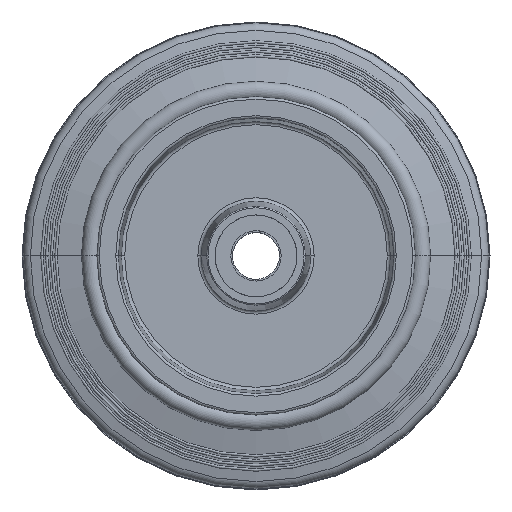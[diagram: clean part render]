
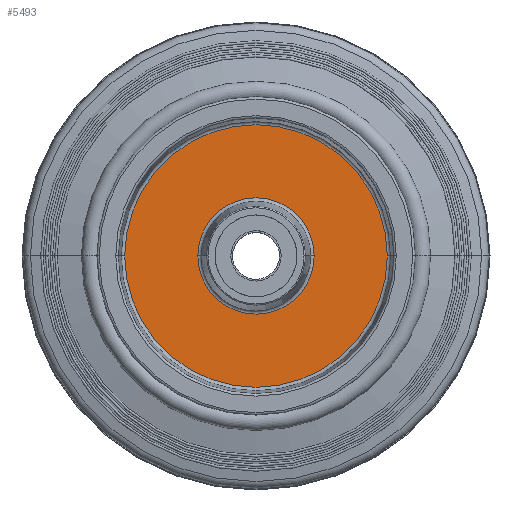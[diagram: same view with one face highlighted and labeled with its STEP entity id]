
A CAD part, top view. The second image highlights one B-rep face of the part: STEP entity #5493.
In plain terms, the highlighted planar face has unit normal (0, 0, 1).
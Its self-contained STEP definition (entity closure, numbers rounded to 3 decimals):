
#64 = EDGE_CURVE ( 'NONE', #1263, #1169, #4429, .T. ) ;
#658 = DIRECTION ( 'NONE',  ( 0., 0., -1. ) ) ;
#745 = DIRECTION ( 'NONE',  ( 0., 0., -1. ) ) ;
#932 = VERTEX_POINT ( 'NONE', #3200 ) ;
#1146 = AXIS2_PLACEMENT_3D ( 'NONE', #5288, #2283, #4848 ) ;
#1169 = VERTEX_POINT ( 'NONE', #5030 ) ;
#1263 = VERTEX_POINT ( 'NONE', #1519 ) ;
#1294 = CARTESIAN_POINT ( 'NONE',  ( 30.5, 0., 4. ) ) ;
#1465 = EDGE_CURVE ( 'NONE', #1169, #1263, #4018, .T. ) ;
#1519 = CARTESIAN_POINT ( 'NONE',  ( -25.608, 0., 4. ) ) ;
#1616 = EDGE_CURVE ( 'NONE', #932, #3060, #3861, .T. ) ;
#1647 = AXIS2_PLACEMENT_3D ( 'NONE', #4957, #658, #5390 ) ;
#1869 = ORIENTED_EDGE ( 'NONE', *, *, #5406, .T. ) ;
#2283 = DIRECTION ( 'NONE',  ( 0., 0., 1. ) ) ;
#2387 = DIRECTION ( 'NONE',  ( 0., 0., -1. ) ) ;
#2468 = AXIS2_PLACEMENT_3D ( 'NONE', #4971, #2387, #5402 ) ;
#2585 = ORIENTED_EDGE ( 'NONE', *, *, #64, .T. ) ;
#2941 = AXIS2_PLACEMENT_3D ( 'NONE', #3329, #745, #3756 ) ;
#3060 = VERTEX_POINT ( 'NONE', #5295 ) ;
#3200 = CARTESIAN_POINT ( 'NONE',  ( 55.357, 0., 4. ) ) ;
#3324 = ORIENTED_EDGE ( 'NONE', *, *, #1616, .T. ) ;
#3329 = CARTESIAN_POINT ( 'NONE',  ( -27., 0., 4. ) ) ;
#3420 = CIRCLE ( 'NONE', #2468, 24.857 ) ;
#3482 = FACE_BOUND ( 'NONE', #5025, .T. ) ;
#3550 = EDGE_LOOP ( 'NONE', ( #2585, #4499 ) ) ;
#3596 = AXIS2_PLACEMENT_3D ( 'NONE', #1294, #3813, #5506 ) ;
#3732 = PLANE ( 'NONE',  #2941 ) ;
#3756 = DIRECTION ( 'NONE',  ( -1., 0., 0. ) ) ;
#3813 = DIRECTION ( 'NONE',  ( 0., 0., 1. ) ) ;
#3861 = CIRCLE ( 'NONE', #1647, 24.857 ) ;
#4018 = CIRCLE ( 'NONE', #3596, 56.108 ) ;
#4429 = CIRCLE ( 'NONE', #1146, 56.108 ) ;
#4499 = ORIENTED_EDGE ( 'NONE', *, *, #1465, .T. ) ;
#4636 = FACE_OUTER_BOUND ( 'NONE', #3550, .T. ) ;
#4848 = DIRECTION ( 'NONE',  ( -1., 0., 0. ) ) ;
#4957 = CARTESIAN_POINT ( 'NONE',  ( 30.5, 0., 4. ) ) ;
#4971 = CARTESIAN_POINT ( 'NONE',  ( 30.5, 0., 4. ) ) ;
#5025 = EDGE_LOOP ( 'NONE', ( #1869, #3324 ) ) ;
#5030 = CARTESIAN_POINT ( 'NONE',  ( 86.608, 0., 4. ) ) ;
#5288 = CARTESIAN_POINT ( 'NONE',  ( 30.5, 0., 4. ) ) ;
#5295 = CARTESIAN_POINT ( 'NONE',  ( 5.643, 0., 4. ) ) ;
#5390 = DIRECTION ( 'NONE',  ( -1., 0., 0. ) ) ;
#5402 = DIRECTION ( 'NONE',  ( -1., 0., 0. ) ) ;
#5406 = EDGE_CURVE ( 'NONE', #3060, #932, #3420, .T. ) ;
#5493 = ADVANCED_FACE ( 'NONE', ( #3482, #4636 ), #3732, .F. ) ;
#5506 = DIRECTION ( 'NONE',  ( -1., 0., 0. ) ) ;
